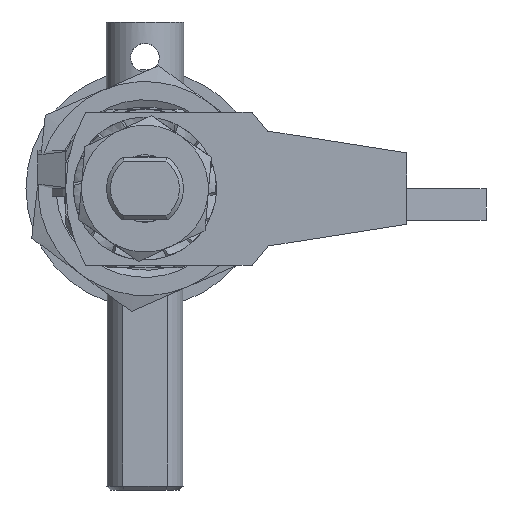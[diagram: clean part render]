
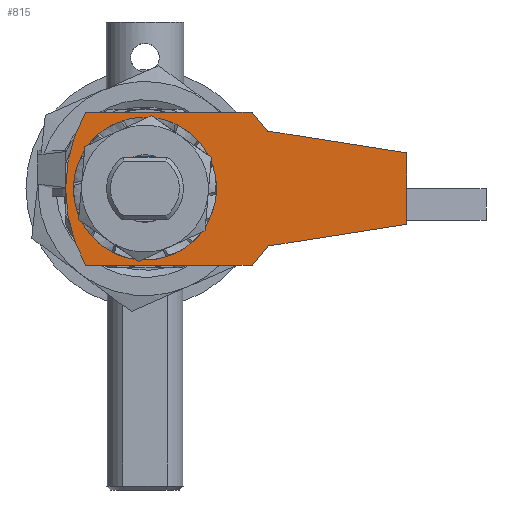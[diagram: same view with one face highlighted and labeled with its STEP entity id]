
A CAD part, front view. The second image highlights one B-rep face of the part: STEP entity #815.
In plain terms, the highlighted face is planar.
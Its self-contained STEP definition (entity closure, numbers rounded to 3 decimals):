
#815 = ADVANCED_FACE( '', ( #1379, #1380 ), #1381, .F. );
#1379 = FACE_BOUND( '', #4978, .T. );
#1380 = FACE_OUTER_BOUND( '', #4979, .T. );
#1381 = PLANE( '', #4980 );
#4978 = EDGE_LOOP( '', ( #6853, #6854, #6855, #6856 ) );
#4979 = EDGE_LOOP( '', ( #6857, #6858, #6859, #6860, #6861, #6862, #6863, #6864 ) );
#4980 = AXIS2_PLACEMENT_3D( '', #6865, #6866, #6867 );
#6853 = ORIENTED_EDGE( '', *, *, #7816, .T. );
#6854 = ORIENTED_EDGE( '', *, *, #7797, .T. );
#6855 = ORIENTED_EDGE( '', *, *, #7801, .T. );
#6856 = ORIENTED_EDGE( '', *, *, #7817, .T. );
#6857 = ORIENTED_EDGE( '', *, *, #7818, .F. );
#6858 = ORIENTED_EDGE( '', *, *, #7819, .F. );
#6859 = ORIENTED_EDGE( '', *, *, #7820, .F. );
#6860 = ORIENTED_EDGE( '', *, *, #7821, .F. );
#6861 = ORIENTED_EDGE( '', *, *, #7814, .F. );
#6862 = ORIENTED_EDGE( '', *, *, #7812, .F. );
#6863 = ORIENTED_EDGE( '', *, *, #7791, .F. );
#6864 = ORIENTED_EDGE( '', *, *, #7794, .F. );
#6865 = CARTESIAN_POINT( '', ( 19.875, 0., -4. ) );
#6866 = DIRECTION( '', ( 0., 0., 1. ) );
#6867 = DIRECTION( '', ( 1., 0., 0. ) );
#7791 = EDGE_CURVE( '', #8784, #8787, #8788, .T. );
#7794 = EDGE_CURVE( '', #8792, #8784, #8793, .T. );
#7797 = EDGE_CURVE( '', #8797, #8798, #8799, .T. );
#7801 = EDGE_CURVE( '', #8798, #8805, #8806, .T. );
#7812 = EDGE_CURVE( '', #8787, #8824, #8825, .T. );
#7814 = EDGE_CURVE( '', #8824, #8827, #8828, .F. );
#7816 = EDGE_CURVE( '', #8830, #8797, #8831, .T. );
#7817 = EDGE_CURVE( '', #8805, #8830, #8832, .T. );
#7818 = EDGE_CURVE( '', #8833, #8792, #8834, .T. );
#7819 = EDGE_CURVE( '', #8835, #8833, #8836, .T. );
#7820 = EDGE_CURVE( '', #8837, #8835, #8838, .T. );
#7821 = EDGE_CURVE( '', #8827, #8837, #8839, .T. );
#8784 = VERTEX_POINT( '', #12131 );
#8787 = VERTEX_POINT( '', #12135 );
#8788 = LINE( '', #12136, #12137 );
#8792 = VERTEX_POINT( '', #12143 );
#8793 = LINE( '', #12144, #12145 );
#8797 = VERTEX_POINT( '', #12151 );
#8798 = VERTEX_POINT( '', #12152 );
#8799 = LINE( '', #12153, #12154 );
#8805 = VERTEX_POINT( '', #12163 );
#8806 = CIRCLE( '', #12164, 5. );
#8824 = VERTEX_POINT( '', #12189 );
#8825 = LINE( '', #12190, #12191 );
#8827 = VERTEX_POINT( '', #12194 );
#8828 = LINE( '', #12195, #12196 );
#8830 = VERTEX_POINT( '', #12199 );
#8831 = CIRCLE( '', #12200, 5. );
#8832 = LINE( '', #12201, #12202 );
#8833 = VERTEX_POINT( '', #12203 );
#8834 = LINE( '', #12204, #12205 );
#8835 = VERTEX_POINT( '', #12206 );
#8836 = LINE( '', #12207, #12208 );
#8837 = VERTEX_POINT( '', #12209 );
#8838 = LINE( '', #12210, #12211 );
#8839 = CIRCLE( '', #12212, 19.875 );
#12131 = CARTESIAN_POINT( '', ( 43., 4.5, -4. ) );
#12135 = CARTESIAN_POINT( '', ( 25.5, 7.25, -4. ) );
#12136 = CARTESIAN_POINT( '', ( 43., 4.5, -4. ) );
#12137 = VECTOR( '', #13030, 1000. );
#12143 = CARTESIAN_POINT( '', ( 43., -4.5, -4. ) );
#12144 = CARTESIAN_POINT( '', ( 43., 0., -4. ) );
#12145 = VECTOR( '', #13033, 1000. );
#12151 = CARTESIAN_POINT( '', ( 7.138, -4.1, -4. ) );
#12152 = CARTESIAN_POINT( '', ( 12.862, -4.1, -4. ) );
#12153 = CARTESIAN_POINT( '', ( 7.138, -4.1, -4. ) );
#12154 = VECTOR( '', #13036, 1000. );
#12163 = CARTESIAN_POINT( '', ( 12.862, 4.1, -4. ) );
#12164 = AXIS2_PLACEMENT_3D( '', #13040, #13041, #13042 );
#12189 = CARTESIAN_POINT( '', ( 23.5, 9.65, -4. ) );
#12190 = CARTESIAN_POINT( '', ( 25.5, 7.25, -4. ) );
#12191 = VECTOR( '', #13059, 1000. );
#12194 = CARTESIAN_POINT( '', ( 2.5, 9.65, -4. ) );
#12195 = CARTESIAN_POINT( '', ( 19.875, 9.65, -4. ) );
#12196 = VECTOR( '', #13061, 1000. );
#12199 = CARTESIAN_POINT( '', ( 7.138, 4.1, -4. ) );
#12200 = AXIS2_PLACEMENT_3D( '', #13063, #13064, #13065 );
#12201 = CARTESIAN_POINT( '', ( 12.862, 4.1, -4. ) );
#12202 = VECTOR( '', #13066, 1000. );
#12203 = CARTESIAN_POINT( '', ( 25.5, -7.25, -4. ) );
#12204 = CARTESIAN_POINT( '', ( 25.5, -7.25, -4. ) );
#12205 = VECTOR( '', #13067, 1000. );
#12206 = CARTESIAN_POINT( '', ( 23.5, -9.65, -4. ) );
#12207 = CARTESIAN_POINT( '', ( 23.5, -9.65, -4. ) );
#12208 = VECTOR( '', #13068, 1000. );
#12209 = CARTESIAN_POINT( '', ( 2.5, -9.65, -4. ) );
#12210 = CARTESIAN_POINT( '', ( 19.875, -9.65, -4. ) );
#12211 = VECTOR( '', #13069, 1000. );
#12212 = AXIS2_PLACEMENT_3D( '', #13070, #13071, #13072 );
#13030 = DIRECTION( '', ( -0.988, 0.155, 0. ) );
#13033 = DIRECTION( '', ( 0., 1., 0. ) );
#13036 = DIRECTION( '', ( 1., 0., 0. ) );
#13040 = CARTESIAN_POINT( '', ( 10., 0., -4. ) );
#13041 = DIRECTION( '', ( 0., 0., 1. ) );
#13042 = DIRECTION( '', ( 1., 0., 0. ) );
#13059 = DIRECTION( '', ( -0.64, 0.768, 0. ) );
#13061 = DIRECTION( '', ( 1., 0., 0. ) );
#13063 = CARTESIAN_POINT( '', ( 10., 0., -4. ) );
#13064 = DIRECTION( '', ( 0., 0., 1. ) );
#13065 = DIRECTION( '', ( 1., 0., 0. ) );
#13066 = DIRECTION( '', ( -1., 0., 0. ) );
#13067 = DIRECTION( '', ( 0.988, 0.155, 0. ) );
#13068 = DIRECTION( '', ( 0.64, 0.768, 0. ) );
#13069 = DIRECTION( '', ( 1., 0., 0. ) );
#13070 = CARTESIAN_POINT( '', ( 19.875, 0., -4. ) );
#13071 = DIRECTION( '', ( 0., 0., 1. ) );
#13072 = DIRECTION( '', ( 1., 0., 0. ) );
